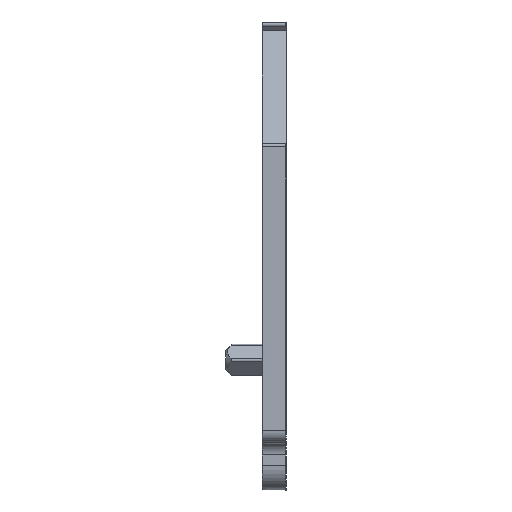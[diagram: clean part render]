
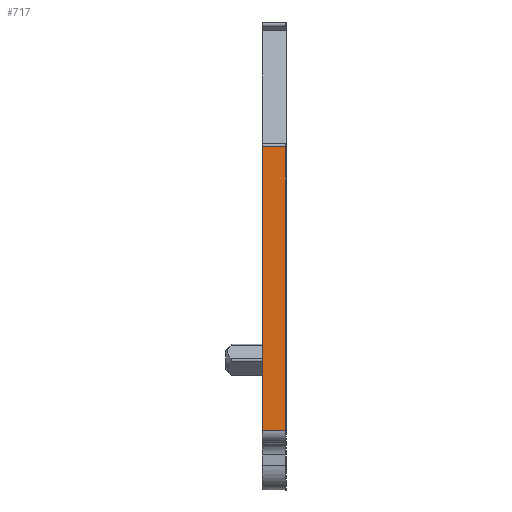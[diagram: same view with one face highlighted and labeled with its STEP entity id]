
A CAD part, front view. The second image highlights one B-rep face of the part: STEP entity #717.
In plain terms, the highlighted planar face has unit normal (0, -1, 0).
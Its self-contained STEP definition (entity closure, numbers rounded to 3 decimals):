
#665=AXIS2_PLACEMENT_3D('Plane Axis2P3D',#662,#663,#664) ;
#322=CARTESIAN_POINT('Vertex',(3.,0.,4.878)) ;
#325=CARTESIAN_POINT('Line Origine',(3.,0.,16.551)) ;
#329=CARTESIAN_POINT('Vertex',(3.,0.,28.225)) ;
#641=CARTESIAN_POINT('Line Origine',(4.,0.,28.225)) ;
#645=CARTESIAN_POINT('Vertex',(4.95,0.,28.225)) ;
#662=CARTESIAN_POINT('Axis2P3D Location',(3.,0.,3.878)) ;
#667=CARTESIAN_POINT('Line Origine',(4.95,0.,26.918)) ;
#671=CARTESIAN_POINT('Vertex',(4.95,0.,25.612)) ;
#674=CARTESIAN_POINT('Line Origine',(3.975,0.,4.878)) ;
#678=CARTESIAN_POINT('Vertex',(4.95,0.,4.878)) ;
#681=CARTESIAN_POINT('Line Origine',(4.95,0.,14.895)) ;
#685=CARTESIAN_POINT('Vertex',(4.95,0.,24.912)) ;
#688=CARTESIAN_POINT('Line Origine',(4.925,0.,24.912)) ;
#692=CARTESIAN_POINT('Vertex',(4.9,0.,24.912)) ;
#695=CARTESIAN_POINT('Line Origine',(4.9,0.,25.262)) ;
#699=CARTESIAN_POINT('Vertex',(4.9,0.,25.612)) ;
#702=CARTESIAN_POINT('Line Origine',(4.925,0.,25.612)) ;
#326=DIRECTION('Vector Direction',(0.,0.,1.)) ;
#642=DIRECTION('Vector Direction',(1.,0.,0.)) ;
#663=DIRECTION('Axis2P3D Direction',(0.,1.,0.)) ;
#664=DIRECTION('Axis2P3D XDirection',(0.,0.,1.)) ;
#668=DIRECTION('Vector Direction',(0.,0.,-1.)) ;
#675=DIRECTION('Vector Direction',(1.,0.,0.)) ;
#682=DIRECTION('Vector Direction',(0.,0.,-1.)) ;
#689=DIRECTION('Vector Direction',(-1.,0.,0.)) ;
#696=DIRECTION('Vector Direction',(0.,0.,-1.)) ;
#703=DIRECTION('Vector Direction',(-1.,0.,0.)) ;
#327=VECTOR('Line Direction',#326,1.) ;
#643=VECTOR('Line Direction',#642,1.) ;
#669=VECTOR('Line Direction',#668,1.) ;
#676=VECTOR('Line Direction',#675,1.) ;
#683=VECTOR('Line Direction',#682,1.) ;
#690=VECTOR('Line Direction',#689,1.) ;
#697=VECTOR('Line Direction',#696,1.) ;
#704=VECTOR('Line Direction',#703,1.) ;
#708=ORIENTED_EDGE('',*,*,#673,.F.) ;
#709=ORIENTED_EDGE('',*,*,#647,.F.) ;
#710=ORIENTED_EDGE('',*,*,#331,.T.) ;
#711=ORIENTED_EDGE('',*,*,#680,.T.) ;
#712=ORIENTED_EDGE('',*,*,#687,.F.) ;
#713=ORIENTED_EDGE('',*,*,#694,.T.) ;
#714=ORIENTED_EDGE('',*,*,#701,.F.) ;
#715=ORIENTED_EDGE('',*,*,#706,.F.) ;
#717=ADVANCED_FACE('Main body',(#716),#666,.F.) ;
#331=EDGE_CURVE('',#330,#323,#328,.F.) ;
#647=EDGE_CURVE('',#330,#646,#644,.T.) ;
#673=EDGE_CURVE('',#646,#672,#670,.T.) ;
#680=EDGE_CURVE('',#323,#679,#677,.T.) ;
#687=EDGE_CURVE('',#686,#679,#684,.T.) ;
#694=EDGE_CURVE('',#686,#693,#691,.T.) ;
#701=EDGE_CURVE('',#700,#693,#698,.T.) ;
#706=EDGE_CURVE('',#672,#700,#705,.T.) ;
#707=EDGE_LOOP('',(#708,#709,#710,#711,#712,#713,#714,#715)) ;
#716=FACE_OUTER_BOUND('',#707,.T.) ;
#328=LINE('Line',#325,#327) ;
#644=LINE('Line',#641,#643) ;
#670=LINE('Line',#667,#669) ;
#677=LINE('Line',#674,#676) ;
#684=LINE('Line',#681,#683) ;
#691=LINE('Line',#688,#690) ;
#698=LINE('Line',#695,#697) ;
#705=LINE('Line',#702,#704) ;
#666=PLANE('',#665) ;
#323=VERTEX_POINT('',#322) ;
#330=VERTEX_POINT('',#329) ;
#646=VERTEX_POINT('',#645) ;
#672=VERTEX_POINT('',#671) ;
#679=VERTEX_POINT('',#678) ;
#686=VERTEX_POINT('',#685) ;
#693=VERTEX_POINT('',#692) ;
#700=VERTEX_POINT('',#699) ;
